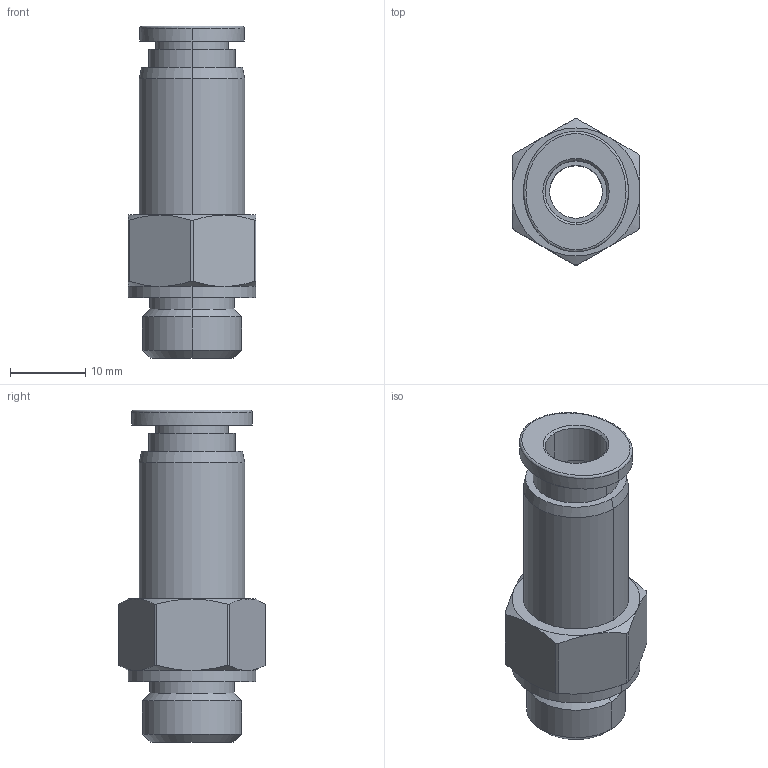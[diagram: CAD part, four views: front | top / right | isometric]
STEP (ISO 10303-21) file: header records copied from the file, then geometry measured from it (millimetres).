
FILE_DESCRIPTION((''),'2;1');
FILE_NAME('PCVC 08-G02.stp','2017-07-24T11:41:26',(''),(''),'Mechanical Desktop 2009','Mechanical Desktop 2009',', , ');
FILE_SCHEMA(('CONFIG_CONTROL_DESIGN'));
Length unit declared in the file: millimetre
Products named in the file (4): PCVC 08-G02; PART1; COLLAR-C08; ~PART1
Assembly tree (3 placements, depth 3):
  PCVC 08-G02
    PART1
    COLLAR-C08
      ~PART1
Bounding box: 17 x 19.4 x 44.1 mm (x, y, z)
Volume: 5340.9 mm3; surface area: 3811.7 mm2
Topology: 2 solids, 2 shells, 68 faces, 149 edges, 90 vertices
Faces by surface type: cylinder 24, cone 24, plane 15, bspline 3, torus 2
Entity records: 2187 total; most frequent: CARTESIAN_POINT 575, DIRECTION 338, ORIENTED_EDGE 298, EDGE_CURVE 149, AXIS2_PLACEMENT_3D 147, VERTEX_POINT 90, EDGE_LOOP 77, CIRCLE 76
